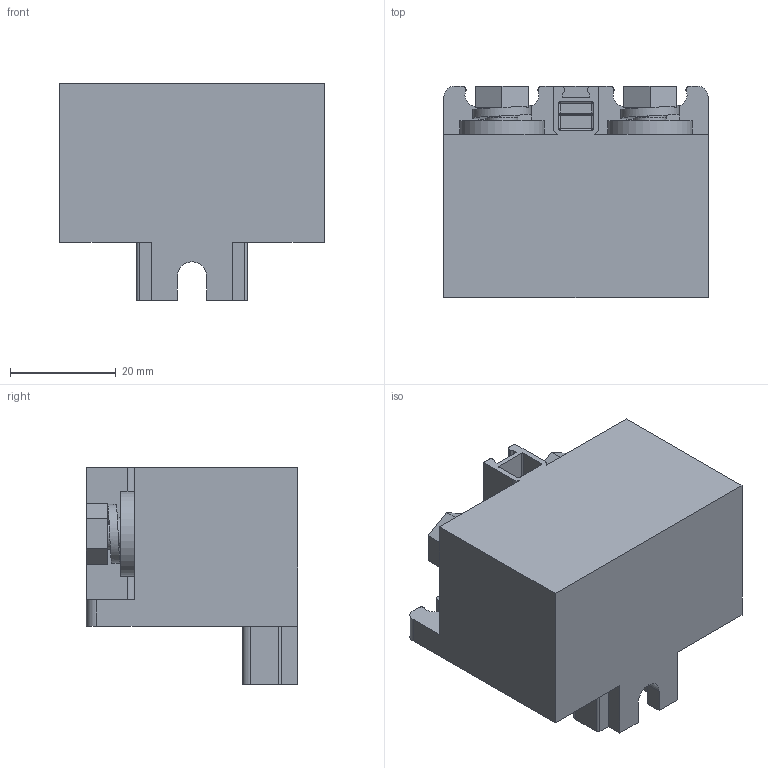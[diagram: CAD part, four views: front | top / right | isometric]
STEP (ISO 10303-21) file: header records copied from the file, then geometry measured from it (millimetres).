
FILE_DESCRIPTION(/* description */ ('Unknown'),/* implementation_level */ '2;1');
FILE_NAME(/* name */ 'PAT100_3D_SOLID_MODEL',/* time_stamp */ '2024-12-28T10:47:00+05:00',/* author */ ('Unknown'),/* organization */ ('Unknown'),/* preprocessor_version */ 'ST-DEVELOPER v16.7',/* originating_system */ 'Solid Edge',/* authorisation */ 'Unknown');
FILE_SCHEMA (('AUTOMOTIVE_DESIGN {1 0 10303 214 3 1 1}'));
Length unit declared in the file: millimetre
Products named in the file (1): PAT100_3D_SOLID_MODEL
Bounding box: 50 x 40 x 41 mm (x, y, z)
Volume: 52560.5 mm3; surface area: 12645.9 mm2
Topology: 1 solids, 2 shells, 225 faces, 578 edges, 352 vertices
Faces by surface type: plane 103, cylinder 86, sphere 18, torus 10, bspline 6, cone 2
Full cylindrical faces by diameter (mm): 1.6 x2, 3.5 x2, 6 x4, 6.7 x2, 16 x2
Entity records: 8305 total; most frequent: CARTESIAN_POINT 1384, DIRECTION 1142, ORIENTED_EDGE 1072, EDGE_CURVE 536, AXIS2_PLACEMENT_3D 406, VERTEX_POINT 344, LINE 330, VECTOR 330
